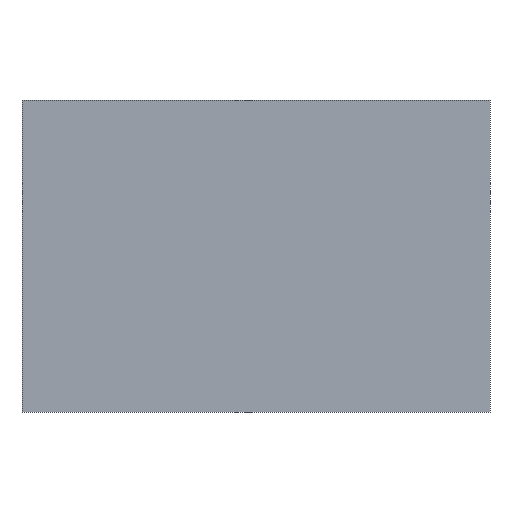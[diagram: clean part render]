
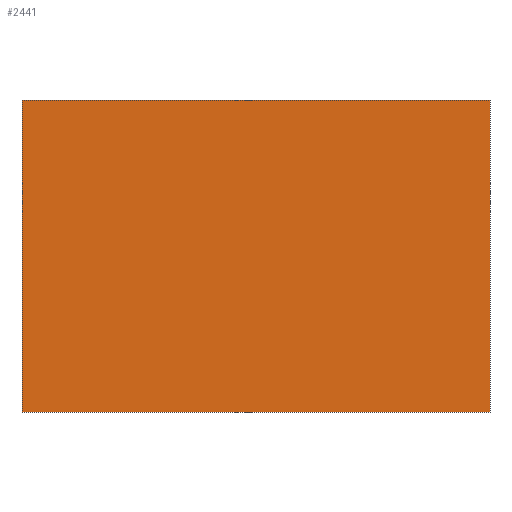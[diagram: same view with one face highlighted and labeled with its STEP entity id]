
A CAD part, front view. The second image highlights one B-rep face of the part: STEP entity #2441.
In plain terms, the highlighted planar face has unit normal (0, -1, 0).
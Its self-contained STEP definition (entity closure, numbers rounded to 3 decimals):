
#37 = VERTEX_POINT ( 'NONE', #567 ) ;
#114 = CARTESIAN_POINT ( 'NONE',  ( -120., 0., 80. ) ) ;
#196 = CARTESIAN_POINT ( 'NONE',  ( -120., 0., -80. ) ) ;
#276 = PLANE ( 'NONE',  #3451 ) ;
#375 = EDGE_CURVE ( 'NONE', #2657, #3030, #4285, .T. ) ;
#463 = DIRECTION ( 'NONE',  ( 0., 0., -1. ) ) ;
#510 = VECTOR ( 'NONE', #463, 1000. ) ;
#567 = CARTESIAN_POINT ( 'NONE',  ( -120., 0., 80. ) ) ;
#606 = EDGE_CURVE ( 'NONE', #2571, #2657, #781, .T. ) ;
#625 = VECTOR ( 'NONE', #4233, 1000. ) ;
#644 = CARTESIAN_POINT ( 'NONE',  ( 0., 0., 0. ) ) ;
#740 = CARTESIAN_POINT ( 'NONE',  ( 120., 0., 80. ) ) ;
#781 = LINE ( 'NONE', #3417, #510 ) ;
#1359 = FACE_OUTER_BOUND ( 'NONE', #2176, .T. ) ;
#1460 = CARTESIAN_POINT ( 'NONE',  ( 120., 0., -80. ) ) ;
#1508 = ORIENTED_EDGE ( 'NONE', *, *, #3065, .F. ) ;
#1525 = ORIENTED_EDGE ( 'NONE', *, *, #606, .F. ) ;
#1673 = DIRECTION ( 'NONE',  ( -1., 0., 0. ) ) ;
#1683 = DIRECTION ( 'NONE',  ( 0., 0., 1. ) ) ;
#1749 = DIRECTION ( 'NONE',  ( 0., 1., 0. ) ) ;
#1979 = LINE ( 'NONE', #2028, #625 ) ;
#2028 = CARTESIAN_POINT ( 'NONE',  ( -120., 0., -80. ) ) ;
#2176 = EDGE_LOOP ( 'NONE', ( #1525, #1508, #3181, #3401 ) ) ;
#2283 = CARTESIAN_POINT ( 'NONE',  ( -120., 0., -80. ) ) ;
#2315 = VECTOR ( 'NONE', #3053, 1000. ) ;
#2357 = LINE ( 'NONE', #114, #2315 ) ;
#2441 = ADVANCED_FACE ( 'NONE', ( #1359 ), #276, .F. ) ;
#2571 = VERTEX_POINT ( 'NONE', #740 ) ;
#2657 = VERTEX_POINT ( 'NONE', #1460 ) ;
#3030 = VERTEX_POINT ( 'NONE', #2283 ) ;
#3053 = DIRECTION ( 'NONE',  ( 1., 0., 0. ) ) ;
#3065 = EDGE_CURVE ( 'NONE', #37, #2571, #2357, .T. ) ;
#3181 = ORIENTED_EDGE ( 'NONE', *, *, #3630, .F. ) ;
#3401 = ORIENTED_EDGE ( 'NONE', *, *, #375, .F. ) ;
#3417 = CARTESIAN_POINT ( 'NONE',  ( 120., 0., -80. ) ) ;
#3451 = AXIS2_PLACEMENT_3D ( 'NONE', #644, #1749, #1683 ) ;
#3630 = EDGE_CURVE ( 'NONE', #3030, #37, #1979, .T. ) ;
#3802 = VECTOR ( 'NONE', #1673, 1000. ) ;
#4233 = DIRECTION ( 'NONE',  ( 0., 0., 1. ) ) ;
#4285 = LINE ( 'NONE', #196, #3802 ) ;
